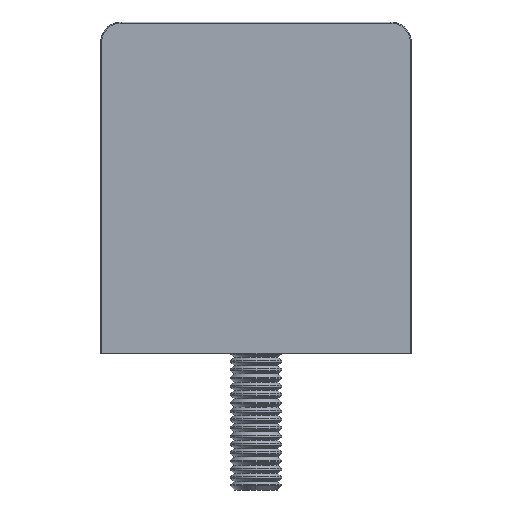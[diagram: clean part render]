
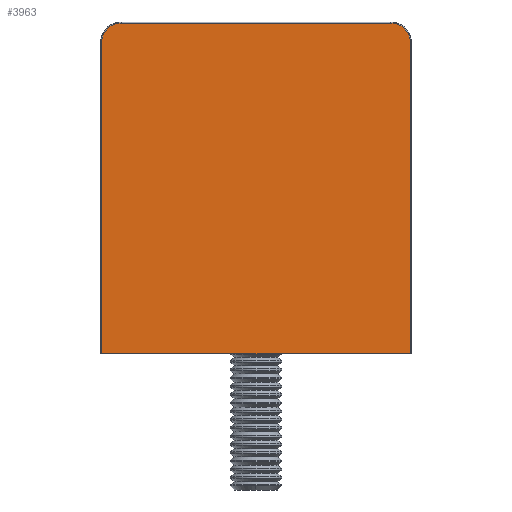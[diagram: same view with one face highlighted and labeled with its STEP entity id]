
A CAD part, left-side view. The second image highlights one B-rep face of the part: STEP entity #3963.
In plain terms, the highlighted planar face has unit normal (-1, 0, 0).
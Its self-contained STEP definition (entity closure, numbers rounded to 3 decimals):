
#254 = DIRECTION ( 'NONE',  ( 0., 0., 1. ) ) ;
#363 = CARTESIAN_POINT ( 'NONE',  ( 0., 13., 28. ) ) ;
#1226 = VECTOR ( 'NONE', #13949, 1000. ) ;
#1549 = VERTEX_POINT ( 'NONE', #27270 ) ;
#1648 = ORIENTED_EDGE ( 'NONE', *, *, #24967, .T. ) ;
#3417 = FACE_OUTER_BOUND ( 'NONE', #8478, .T. ) ;
#3963 = ADVANCED_FACE ( 'NONE', ( #3417 ), #21215, .T. ) ;
#4344 = DIRECTION ( 'NONE',  ( -1., 0., 0. ) ) ;
#4551 = VERTEX_POINT ( 'NONE', #27895 ) ;
#4912 = AXIS2_PLACEMENT_3D ( 'NONE', #6899, #4344, #9489 ) ;
#6729 = ORIENTED_EDGE ( 'NONE', *, *, #16396, .T. ) ;
#6899 = CARTESIAN_POINT ( 'NONE',  ( 0., -13., 28. ) ) ;
#6945 = EDGE_CURVE ( 'NONE', #7413, #9237, #16882, .T. ) ;
#7413 = VERTEX_POINT ( 'NONE', #11386 ) ;
#8478 = EDGE_LOOP ( 'NONE', ( #20858, #20039, #6729, #11333, #14618, #1648 ) ) ;
#8767 = CARTESIAN_POINT ( 'NONE',  ( 0., 13., 29.9 ) ) ;
#9237 = VERTEX_POINT ( 'NONE', #14937 ) ;
#9293 = EDGE_CURVE ( 'NONE', #4551, #16231, #30866, .T. ) ;
#9489 = DIRECTION ( 'NONE',  ( 0., 0., 1. ) ) ;
#10304 = DIRECTION ( 'NONE',  ( 0., 0., 1. ) ) ;
#10496 = AXIS2_PLACEMENT_3D ( 'NONE', #23672, #13416, #26337 ) ;
#11333 = ORIENTED_EDGE ( 'NONE', *, *, #6945, .T. ) ;
#11386 = CARTESIAN_POINT ( 'NONE',  ( 0., -13., 29.9 ) ) ;
#12727 = AXIS2_PLACEMENT_3D ( 'NONE', #363, #25856, #254 ) ;
#13416 = DIRECTION ( 'NONE',  ( -1., 0., 0. ) ) ;
#13949 = DIRECTION ( 'NONE',  ( 0., 1., 0. ) ) ;
#14173 = CIRCLE ( 'NONE', #12727, 1.9 ) ;
#14618 = ORIENTED_EDGE ( 'NONE', *, *, #25069, .T. ) ;
#14937 = CARTESIAN_POINT ( 'NONE',  ( 0., 13., 29.9 ) ) ;
#15077 = CARTESIAN_POINT ( 'NONE',  ( 0., 14.9, -2.005 ) ) ;
#16200 = VECTOR ( 'NONE', #30724, 1000. ) ;
#16231 = VERTEX_POINT ( 'NONE', #31929 ) ;
#16347 = VECTOR ( 'NONE', #10304, 1000. ) ;
#16396 = EDGE_CURVE ( 'NONE', #16231, #7413, #22189, .T. ) ;
#16882 = LINE ( 'NONE', #8767, #1226 ) ;
#18589 = VERTEX_POINT ( 'NONE', #32387 ) ;
#19464 = VECTOR ( 'NONE', #21018, 1000. ) ;
#20039 = ORIENTED_EDGE ( 'NONE', *, *, #9293, .T. ) ;
#20858 = ORIENTED_EDGE ( 'NONE', *, *, #23278, .F. ) ;
#21018 = DIRECTION ( 'NONE',  ( 0., 1., 0. ) ) ;
#21044 = LINE ( 'NONE', #15077, #16200 ) ;
#21215 = PLANE ( 'NONE',  #10496 ) ;
#22189 = CIRCLE ( 'NONE', #4912, 1.9 ) ;
#23278 = EDGE_CURVE ( 'NONE', #4551, #1549, #29521, .T. ) ;
#23377 = CARTESIAN_POINT ( 'NONE',  ( 0., -15., -2.005 ) ) ;
#23672 = CARTESIAN_POINT ( 'NONE',  ( 0., 0., 0. ) ) ;
#24967 = EDGE_CURVE ( 'NONE', #18589, #1549, #21044, .T. ) ;
#25069 = EDGE_CURVE ( 'NONE', #9237, #18589, #14173, .T. ) ;
#25856 = DIRECTION ( 'NONE',  ( -1., 0., 0. ) ) ;
#26337 = DIRECTION ( 'NONE',  ( 0., 0., 1. ) ) ;
#27270 = CARTESIAN_POINT ( 'NONE',  ( 0., 14.9, -2.005 ) ) ;
#27895 = CARTESIAN_POINT ( 'NONE',  ( 0., -14.9, -2.005 ) ) ;
#28768 = CARTESIAN_POINT ( 'NONE',  ( 0., -14.9, 28. ) ) ;
#29521 = LINE ( 'NONE', #23377, #19464 ) ;
#30724 = DIRECTION ( 'NONE',  ( 0., 0., -1. ) ) ;
#30866 = LINE ( 'NONE', #28768, #16347 ) ;
#31929 = CARTESIAN_POINT ( 'NONE',  ( 0., -14.9, 28. ) ) ;
#32387 = CARTESIAN_POINT ( 'NONE',  ( 0., 14.9, 28. ) ) ;
